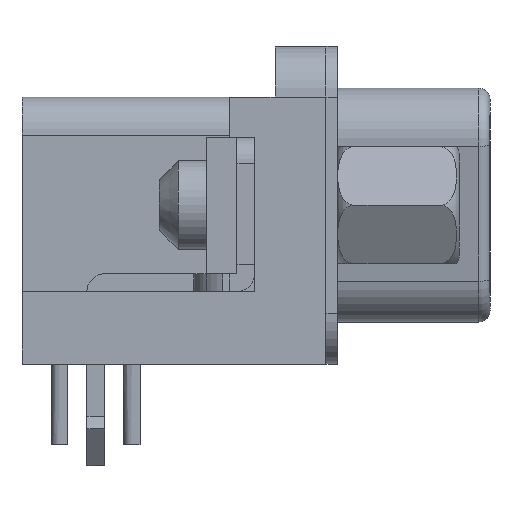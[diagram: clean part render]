
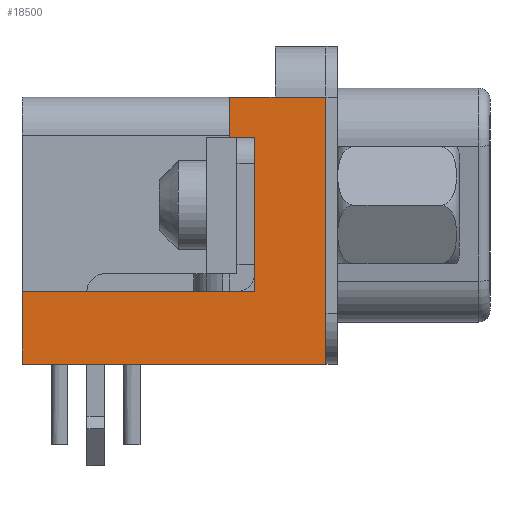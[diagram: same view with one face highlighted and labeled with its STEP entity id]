
A CAD part, left-side view. The second image highlights one B-rep face of the part: STEP entity #18500.
In plain terms, the highlighted planar face has unit normal (-1, 0, 0).
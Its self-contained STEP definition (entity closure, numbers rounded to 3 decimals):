
#1944=LINE('',#55695,#3696);
#1969=LINE('',#55755,#3721);
#1974=LINE('',#55765,#3726);
#2039=LINE('',#55913,#3791);
#2040=LINE('',#55915,#3792);
#2041=LINE('',#55917,#3793);
#2042=LINE('',#55919,#3794);
#2043=LINE('',#55920,#3795);
#2044=LINE('',#55922,#3796);
#3696=VECTOR('',#23784,1000.);
#3721=VECTOR('',#23831,1000.);
#3726=VECTOR('',#23840,1000.);
#3791=VECTOR('',#23969,1000.);
#3792=VECTOR('',#23972,1000.);
#3793=VECTOR('',#23975,1000.);
#3794=VECTOR('',#23976,1000.);
#3795=VECTOR('',#23977,1000.);
#3796=VECTOR('',#23978,1000.);
#4727=PLANE('',#19805);
#9686=ORIENTED_EDGE('',*,*,#12505,.T.);
#9687=ORIENTED_EDGE('',*,*,#12393,.T.);
#9688=ORIENTED_EDGE('',*,*,#12503,.T.);
#9689=ORIENTED_EDGE('',*,*,#12504,.T.);
#9690=ORIENTED_EDGE('',*,*,#12422,.F.);
#9691=ORIENTED_EDGE('',*,*,#12506,.T.);
#9692=ORIENTED_EDGE('',*,*,#12427,.T.);
#9693=ORIENTED_EDGE('',*,*,#12507,.T.);
#9694=ORIENTED_EDGE('',*,*,#12508,.T.);
#12393=EDGE_CURVE('',#15655,#15657,#1944,.T.);
#12422=EDGE_CURVE('',#15681,#15680,#1969,.T.);
#12427=EDGE_CURVE('',#15685,#15684,#1974,.T.);
#12503=EDGE_CURVE('',#15657,#15735,#2039,.T.);
#12504=EDGE_CURVE('',#15735,#15680,#2040,.T.);
#12505=EDGE_CURVE('',#15736,#15655,#2041,.T.);
#12506=EDGE_CURVE('',#15681,#15685,#2042,.T.);
#12507=EDGE_CURVE('',#15684,#15737,#2043,.T.);
#12508=EDGE_CURVE('',#15737,#15736,#2044,.T.);
#14038=EDGE_LOOP('',(#9686,#9687,#9688,#9689,#9690,#9691,#9692,#9693,#9694));
#15655=VERTEX_POINT('',#55690);
#15657=VERTEX_POINT('',#55694);
#15680=VERTEX_POINT('',#55752);
#15681=VERTEX_POINT('',#55754);
#15684=VERTEX_POINT('',#55764);
#15685=VERTEX_POINT('',#55766);
#15735=VERTEX_POINT('',#55912);
#15736=VERTEX_POINT('',#55918);
#15737=VERTEX_POINT('',#55921);
#16890=FACE_BOUND('',#14038,.T.);
#18500=ADVANCED_FACE('',(#16890),#4727,.T.);
#19805=AXIS2_PLACEMENT_3D('',#55916,#23973,#23974);
#23784=DIRECTION('',(0.,1.,0.));
#23831=DIRECTION('',(0.,1.,0.));
#23840=DIRECTION('',(0.,1.,0.));
#23969=DIRECTION('',(0.,1.,0.));
#23972=DIRECTION('',(0.,0.,-1.));
#23973=DIRECTION('',(-1.,0.,0.));
#23974=DIRECTION('',(0.,0.,1.));
#23975=DIRECTION('',(0.,0.,1.));
#23976=DIRECTION('',(0.,0.,-1.));
#23977=DIRECTION('',(0.,0.,-1.));
#23978=DIRECTION('',(0.,-1.,0.));
#55690=CARTESIAN_POINT('',(-19.6,-5.975,4.25));
#55694=CARTESIAN_POINT('',(-19.6,-3.975,4.25));
#55695=CARTESIAN_POINT('',(-19.6,0.,4.25));
#55752=CARTESIAN_POINT('',(-19.6,-2.175,2.65));
#55754=CARTESIAN_POINT('',(-19.6,-3.175,2.65));
#55755=CARTESIAN_POINT('',(-19.6,-3.175,2.65));
#55764=CARTESIAN_POINT('',(-19.6,5.975,-3.4));
#55765=CARTESIAN_POINT('',(-19.6,-2.175,-3.4));
#55766=CARTESIAN_POINT('',(-19.6,-3.175,-3.4));
#55912=CARTESIAN_POINT('',(-19.6,-2.175,4.25));
#55913=CARTESIAN_POINT('',(-19.6,-3.975,4.25));
#55915=CARTESIAN_POINT('',(-19.6,-2.175,4.25));
#55916=CARTESIAN_POINT('',(-19.6,0.,0.));
#55917=CARTESIAN_POINT('',(-19.6,-5.975,-6.25));
#55918=CARTESIAN_POINT('',(-19.6,-5.975,-6.25));
#55919=CARTESIAN_POINT('',(-19.6,-3.175,2.65));
#55920=CARTESIAN_POINT('',(-19.6,5.975,4.25));
#55921=CARTESIAN_POINT('',(-19.6,5.975,-6.25));
#55922=CARTESIAN_POINT('',(-19.6,5.975,-6.25));
